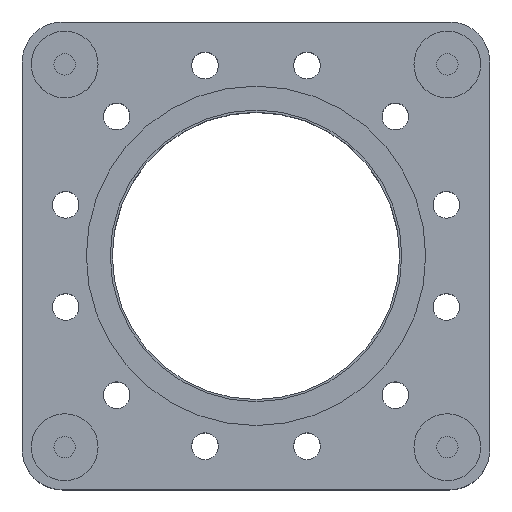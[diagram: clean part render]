
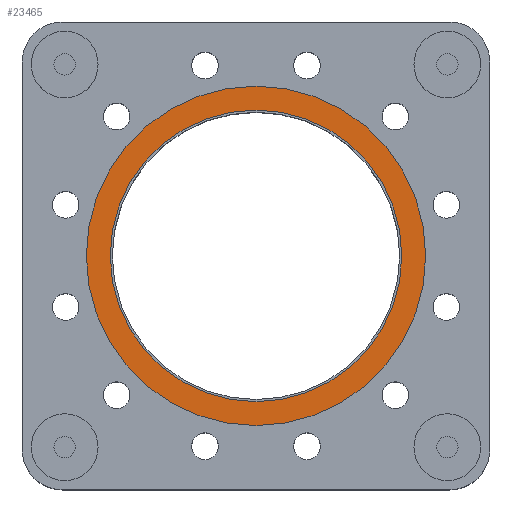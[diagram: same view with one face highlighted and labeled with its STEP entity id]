
A CAD part, top view. The second image highlights one B-rep face of the part: STEP entity #23465.
In plain terms, the highlighted planar face has unit normal (0, 0, 1).
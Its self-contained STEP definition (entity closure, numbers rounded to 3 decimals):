
#337 = AXIS2_PLACEMENT_3D ( 'NONE', #29381, #14850, #6778 ) ;
#2187 = CARTESIAN_POINT ( 'NONE',  ( 0., 0., 1.6 ) ) ;
#2538 = DIRECTION ( 'NONE',  ( 0., 0., 1. ) ) ;
#4954 = DIRECTION ( 'NONE',  ( 1., 0., 0. ) ) ;
#5439 = DIRECTION ( 'NONE',  ( 0., 0., 1. ) ) ;
#5614 = CARTESIAN_POINT ( 'NONE',  ( 0., 0., 1.6 ) ) ;
#6605 = CIRCLE ( 'NONE', #22907, 109.1 ) ;
#6778 = DIRECTION ( 'NONE',  ( 1., 0., 0. ) ) ;
#7058 = CARTESIAN_POINT ( 'NONE',  ( -109.1, 0., 1.6 ) ) ;
#7833 = CIRCLE ( 'NONE', #25206, 109.1 ) ;
#7856 = CIRCLE ( 'NONE', #16708, 127. ) ;
#8139 = ORIENTED_EDGE ( 'NONE', *, *, #21257, .F. ) ;
#9543 = VERTEX_POINT ( 'NONE', #12957 ) ;
#9771 = DIRECTION ( 'NONE',  ( 0., 0., 1. ) ) ;
#10891 = EDGE_LOOP ( 'NONE', ( #18729, #16116 ) ) ;
#11493 = DIRECTION ( 'NONE',  ( 1., 0., 0. ) ) ;
#11654 = CARTESIAN_POINT ( 'NONE',  ( 0., 0., 1.6 ) ) ;
#12957 = CARTESIAN_POINT ( 'NONE',  ( 109.1, 0., 1.6 ) ) ;
#14460 = EDGE_CURVE ( 'NONE', #9543, #15830, #7833, .T. ) ;
#14850 = DIRECTION ( 'NONE',  ( 0., 0., 1. ) ) ;
#15213 = AXIS2_PLACEMENT_3D ( 'NONE', #11654, #31285, #11493 ) ;
#15606 = EDGE_CURVE ( 'NONE', #31798, #28013, #7856, .T. ) ;
#15830 = VERTEX_POINT ( 'NONE', #7058 ) ;
#15850 = DIRECTION ( 'NONE',  ( 1., 0., 0. ) ) ;
#16116 = ORIENTED_EDGE ( 'NONE', *, *, #15606, .T. ) ;
#16708 = AXIS2_PLACEMENT_3D ( 'NONE', #28059, #5439, #4954 ) ;
#17490 = FACE_OUTER_BOUND ( 'NONE', #10891, .T. ) ;
#17527 = DIRECTION ( 'NONE',  ( 1., 0., 0. ) ) ;
#18389 = ORIENTED_EDGE ( 'NONE', *, *, #14460, .F. ) ;
#18729 = ORIENTED_EDGE ( 'NONE', *, *, #28535, .T. ) ;
#21257 = EDGE_CURVE ( 'NONE', #15830, #9543, #6605, .T. ) ;
#22435 = EDGE_LOOP ( 'NONE', ( #18389, #8139 ) ) ;
#22599 = CARTESIAN_POINT ( 'NONE',  ( -127., 0., 1.6 ) ) ;
#22907 = AXIS2_PLACEMENT_3D ( 'NONE', #5614, #2538, #15850 ) ;
#23465 = ADVANCED_FACE ( 'NONE', ( #17490, #32496 ), #32177, .T. ) ;
#25206 = AXIS2_PLACEMENT_3D ( 'NONE', #2187, #9771, #17527 ) ;
#27591 = CARTESIAN_POINT ( 'NONE',  ( 127., 0., 1.6 ) ) ;
#28013 = VERTEX_POINT ( 'NONE', #22599 ) ;
#28059 = CARTESIAN_POINT ( 'NONE',  ( 0., 0., 1.6 ) ) ;
#28535 = EDGE_CURVE ( 'NONE', #28013, #31798, #29429, .T. ) ;
#29381 = CARTESIAN_POINT ( 'NONE',  ( 0., 0., 1.6 ) ) ;
#29429 = CIRCLE ( 'NONE', #15213, 127. ) ;
#31285 = DIRECTION ( 'NONE',  ( 0., 0., 1. ) ) ;
#31798 = VERTEX_POINT ( 'NONE', #27591 ) ;
#32177 = PLANE ( 'NONE',  #337 ) ;
#32496 = FACE_BOUND ( 'NONE', #22435, .T. ) ;
